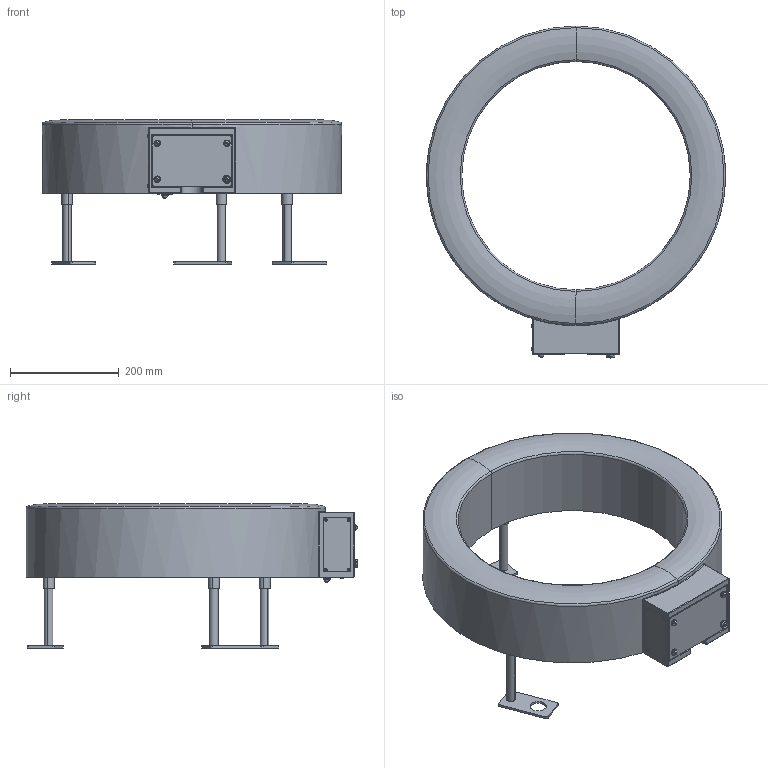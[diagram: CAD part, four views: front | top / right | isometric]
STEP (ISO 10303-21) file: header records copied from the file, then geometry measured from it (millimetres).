
FILE_DESCRIPTION (( 'STEP AP203' ), '1' );
FILE_NAME ('畟-110-IX.STEP', '2022-08-02T03:35:29', ( '' ), ( '' ), 'SwSTEP 2.0', 'SolidWorks 2010', '' );
FILE_SCHEMA (( 'CONFIG_CONTROL_DESIGN' ));
Length unit declared in the file: millimetre
Products named in the file (1): 畟-110-IX
Bounding box: 550 x 610.22 x 265 mm (x, y, z)
Surface area: 717452.1 mm2 (no closed solid volume)
Topology: 0 solids, 42 shells, 213 faces, 765 edges, 580 vertices
Faces by surface type: plane 91, cylinder 72, sphere 26, torus 11, cone 11, bspline 2
Entity records: 8607 total; most frequent: CARTESIAN_POINT 1746, DIRECTION 1586, ORIENTED_EDGE 1142, EDGE_CURVE 761, AXIS2_PLACEMENT_3D 638, VERTEX_POINT 580, CIRCLE 426, VECTOR 310
